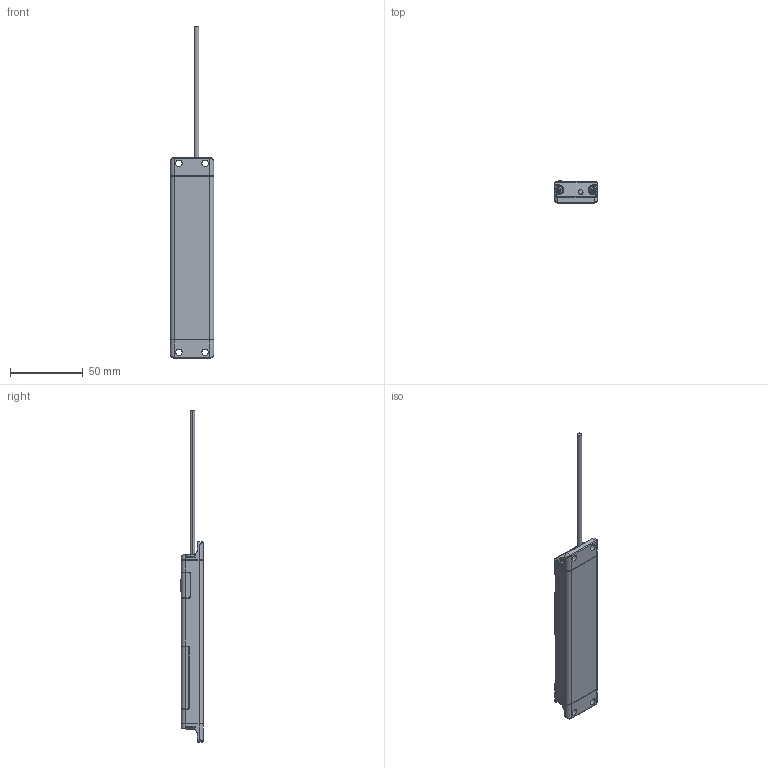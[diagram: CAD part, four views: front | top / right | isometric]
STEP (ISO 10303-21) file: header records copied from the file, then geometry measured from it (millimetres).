
FILE_DESCRIPTION((''),'2;1');
FILE_NAME('158557_ASM','2016-04-07T',('PDMAdmin'),(''),'PRO/ENGINEER BY PARAMETRIC TECHNOLOGY CORPORATION, 2013230','PRO/ENGINEER BY PARAMETRIC TECHNOLOGY CORPORATION, 2013230','');
FILE_SCHEMA(('CONFIG_CONTROL_DESIGN'));
Length unit declared in the file: inch
Products named in the file (13): 52938; 50523; 50516; 50522; 53746_ASM; 50528_ASM; 50525; 50526; 4X3_4_TORX_BHCS; 52923_OLD; 50521; PVA100N6E-51925_ASM; 158557_ASM
Assembly tree (18 placements, depth 4):
  158557_ASM
    PVA100N6E-51925_ASM
      53746_ASM
        52938
        50523  x2
        50516
        50522  x2
      50528_ASM  x2
      50525
      50526
      4X3_4_TORX_BHCS  x4
      52923_OLD
      50521
Bounding box: 29.97 x 15.24 x 228.55 mm (x, y, z)
Volume: 23783.6 mm3; surface area: 30238.6 mm2
Topology: 16 solids, 16 shells, 884 faces, 2291 edges, 1444 vertices
Faces by surface type: plane 455, cylinder 325, torus 32, bspline 32, sphere 28, cone 12
Entity records: 25536 total; most frequent: CARTESIAN_POINT 6590, ORIENTED_EDGE 3934, DIRECTION 3911, EDGE_CURVE 1967, AXIS2_PLACEMENT_3D 1319, VECTOR 1273, LINE 1273, VERTEX_POINT 1244
